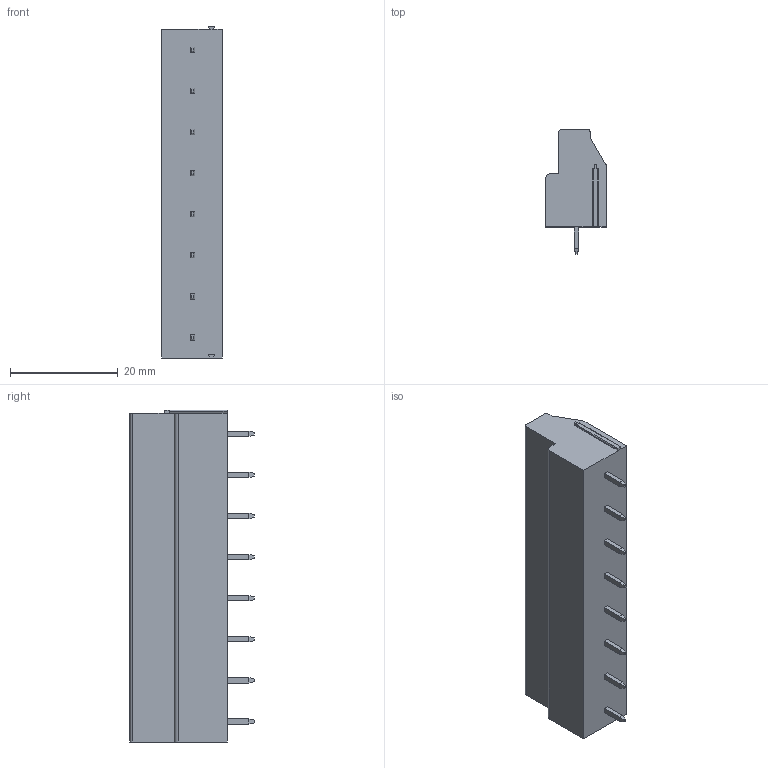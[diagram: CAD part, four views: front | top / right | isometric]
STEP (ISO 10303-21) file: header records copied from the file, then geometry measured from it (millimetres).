
FILE_DESCRIPTION((''),'2;1');
FILE_NAME('PRT0003','2024-10-21T',('sj'),(''),'PRO/ENGINEER BY PARAMETRIC TECHNOLOGY CORPORATION, 2013240','PRO/ENGINEER BY PARAMETRIC TECHNOLOGY CORPORATION, 2013240','');
FILE_SCHEMA(('AUTOMOTIVE_DESIGN_CC2 { 1 2 10303 214 -1 1 5 2 }'));
Length unit declared in the file: millimetre
Products named in the file (1): PRT0003
Bounding box: 11.2 x 23 x 61.56 mm (x, y, z)
Volume: 10081.1 mm3; surface area: 4271.3 mm2
Topology: 1 solids, 1 shells, 318 faces, 762 edges, 470 vertices
Faces by surface type: plane 214, cylinder 56, cone 32, torus 16
Entity records: 9166 total; most frequent: CARTESIAN_POINT 1710, DIRECTION 1542, ORIENTED_EDGE 1524, EDGE_CURVE 762, VECTOR 554, LINE 554, AXIS2_PLACEMENT_3D 494, VERTEX_POINT 470
